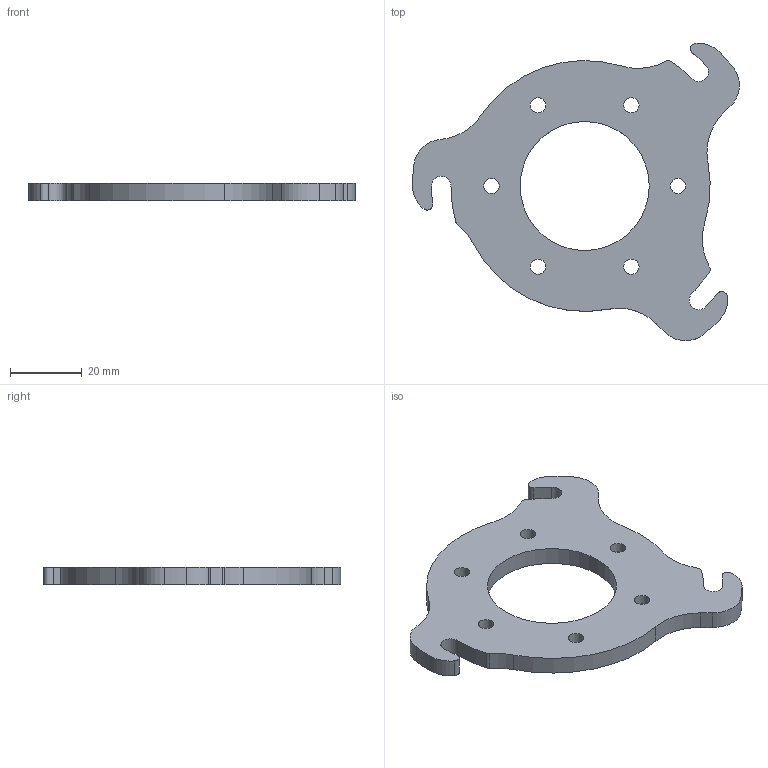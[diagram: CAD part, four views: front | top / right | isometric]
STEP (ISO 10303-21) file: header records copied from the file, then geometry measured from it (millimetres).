
FILE_DESCRIPTION(/* description */ (''),/* implementation_level */ '2;1');
FILE_NAME(/* name */ '600cc-BotPlate_AA.step',/* time_stamp */ '2024-10-09T22:26:29+02:00',/* author */ (''),/* organization */ (''),/* preprocessor_version */ 'ST-DEVELOPER v20',/* originating_system */ 'Autodesk Translation Framework v13.20.0.188',/* authorisation */ '');
FILE_SCHEMA (('AUTOMOTIVE_DESIGN { 1 0 10303 214 3 1 1 }'));
Length unit declared in the file: millimetre
Products named in the file (1): 500ccExt_Pro-BotPlate
Bounding box: 91.15 x 82.97 x 5 mm (x, y, z)
Volume: 17928.6 mm3; surface area: 9887.5 mm2
Topology: 1 solids, 1 shells, 50 faces, 139 edges, 91 vertices
Faces by surface type: cylinder 40, cone 6, plane 4
Full cylindrical faces by diameter (mm): 4.3 x6, 36 x1
Entity records: 1711 total; most frequent: DIRECTION 328, CARTESIAN_POINT 281, ORIENTED_EDGE 278, EDGE_CURVE 139, AXIS2_PLACEMENT_3D 138, VERTEX_POINT 91, CIRCLE 87, EDGE_LOOP 64
